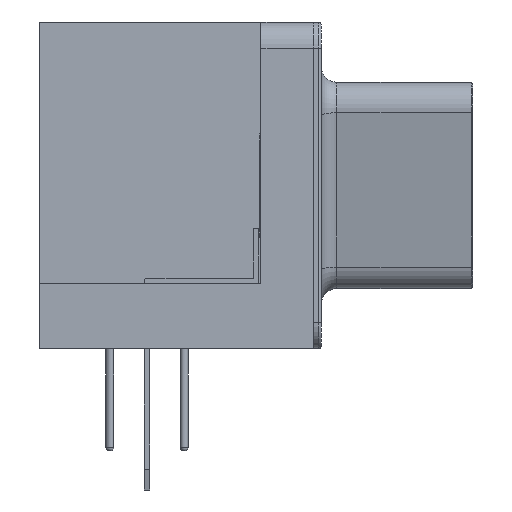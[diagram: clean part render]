
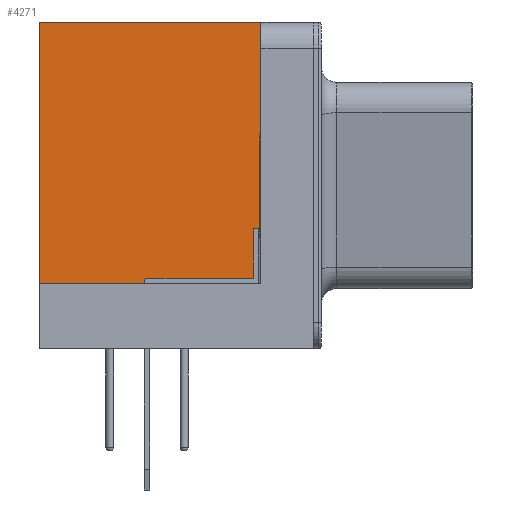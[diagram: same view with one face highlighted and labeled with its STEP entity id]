
A CAD part, left-side view. The second image highlights one B-rep face of the part: STEP entity #4271.
In plain terms, the highlighted planar face has unit normal (-1, 0, 0).
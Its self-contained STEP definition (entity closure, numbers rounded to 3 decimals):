
#3591 = VERTEX_POINT('',#3592);
#3592 = CARTESIAN_POINT('',(-4.43,2.7,12.5));
#3598 = EDGE_CURVE('',#3599,#3591,#3601,.T.);
#3599 = VERTEX_POINT('',#3600);
#3600 = CARTESIAN_POINT('',(-4.43,-5.78,12.5));
#3601 = LINE('',#3602,#3603);
#3602 = CARTESIAN_POINT('',(-4.43,-6.78,12.5));
#3603 = VECTOR('',#3604,1.);
#3604 = DIRECTION('',(0.,1.,0.));
#4181 = VERTEX_POINT('',#4182);
#4182 = CARTESIAN_POINT('',(-4.43,-5.78,2.5));
#4188 = EDGE_CURVE('',#4181,#3599,#4189,.T.);
#4189 = LINE('',#4190,#4191);
#4190 = CARTESIAN_POINT('',(-4.43,-5.78,2.5));
#4191 = VECTOR('',#4192,1.);
#4192 = DIRECTION('',(0.,0.,1.));
#4271 = ADVANCED_FACE('',(#4272),#4290,.F.);
#4272 = FACE_BOUND('',#4273,.F.);
#4273 = EDGE_LOOP('',(#4274,#4275,#4283,#4289));
#4274 = ORIENTED_EDGE('',*,*,#4188,.F.);
#4275 = ORIENTED_EDGE('',*,*,#4276,.T.);
#4276 = EDGE_CURVE('',#4181,#4277,#4279,.T.);
#4277 = VERTEX_POINT('',#4278);
#4278 = CARTESIAN_POINT('',(-4.43,2.7,2.5));
#4279 = LINE('',#4280,#4281);
#4280 = CARTESIAN_POINT('',(-4.43,-5.78,2.5));
#4281 = VECTOR('',#4282,1.);
#4282 = DIRECTION('',(0.,1.,0.));
#4283 = ORIENTED_EDGE('',*,*,#4284,.T.);
#4284 = EDGE_CURVE('',#4277,#3591,#4285,.T.);
#4285 = LINE('',#4286,#4287);
#4286 = CARTESIAN_POINT('',(-4.43,2.7,4.375));
#4287 = VECTOR('',#4288,1.);
#4288 = DIRECTION('',(0.,0.,1.));
#4289 = ORIENTED_EDGE('',*,*,#3598,.F.);
#4290 = PLANE('',#4291);
#4291 = AXIS2_PLACEMENT_3D('',#4292,#4293,#4294);
#4292 = CARTESIAN_POINT('',(-4.43,-5.78,2.5));
#4293 = DIRECTION('',(1.,0.,0.));
#4294 = DIRECTION('',(0.,0.,1.));
